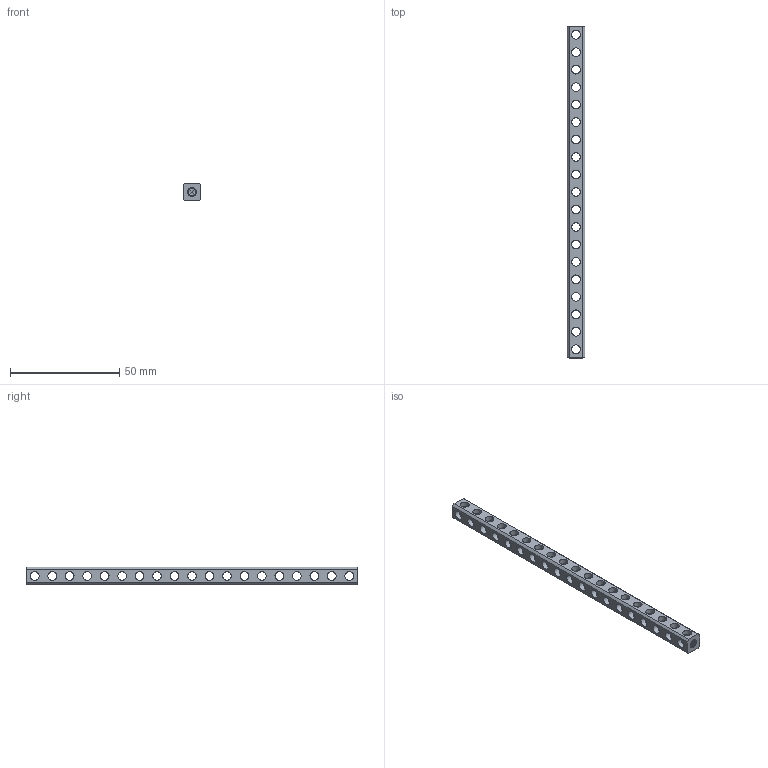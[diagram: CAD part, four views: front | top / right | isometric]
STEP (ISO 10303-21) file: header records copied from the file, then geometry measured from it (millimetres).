
FILE_DESCRIPTION( ( '' ), ' ' );
FILE_NAME( '5a2ac6d472ac810ef6302d83.step', '2017-12-08T17:07:32', ( '' ), ( '' ), ' ', ' ', ' ' );
FILE_SCHEMA( ( 'AUTOMOTIVE_DESIGN { 1 0 10303 214 1 1 1 1 }' ) );
Length unit declared in the file: metre
Products named in the file (1): 1119-0019-0152
Bounding box: 8 x 152 x 8 mm (x, y, z)
Volume: 6315.5 mm3; surface area: 6427.9 mm2
Topology: 1 solids, 1 shells, 158 faces, 714 edges, 514 vertices
Faces by surface type: cylinder 122, bspline 28, plane 6, cone 2
Full cylindrical faces by diameter (mm): 4 x76
Entity records: 11093 total; most frequent: CARTESIAN_POINT 4716, ORIENTED_EDGE 1276, DIRECTION 868, EDGE_CURVE 638, VERTEX_POINT 514, AXIS2_PLACEMENT_3D 426, EDGE_LOOP 312, FACE_OUTER_BOUND 234
